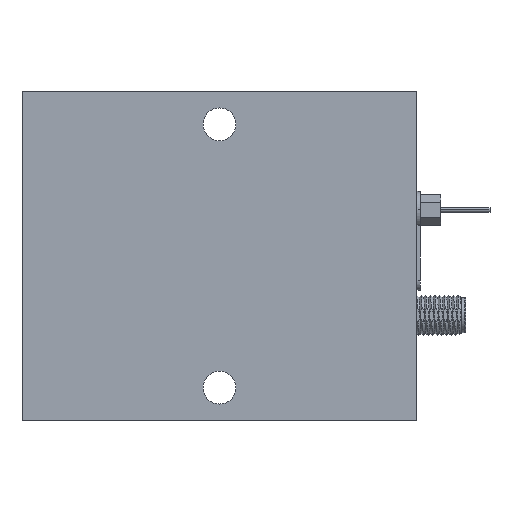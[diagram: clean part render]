
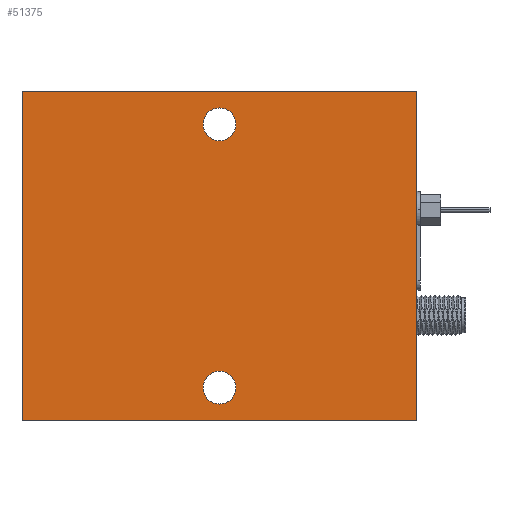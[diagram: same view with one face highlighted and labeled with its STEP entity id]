
A CAD part, front view. The second image highlights one B-rep face of the part: STEP entity #51375.
In plain terms, the highlighted planar face has unit normal (0, -1, 0).
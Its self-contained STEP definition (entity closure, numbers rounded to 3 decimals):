
#20576 = CARTESIAN_POINT ( 'NONE',  ( 0., 0., -17.5 ) ) ;
#20577 = CARTESIAN_POINT ( 'NONE',  ( 0., 0., -22.5 ) ) ;
#20578 = DIRECTION ( 'NONE',  ( 0., 0., 1. ) ) ;
#20579 = DIRECTION ( 'NONE',  ( 0., 1., 0. ) ) ;
#20580 = CARTESIAN_POINT ( 'NONE',  ( 0., 0., -20. ) ) ;
#20581 = AXIS2_PLACEMENT_3D ( 'NONE', #20580, #20579, #20578 ) ;
#20582 = CIRCLE ( 'NONE', #20581, 2.5 ) ;
#20606 = DIRECTION ( 'NONE',  ( 0., 0., 1. ) ) ;
#20607 = DIRECTION ( 'NONE',  ( 0., 1., 0. ) ) ;
#20608 = AXIS2_PLACEMENT_3D ( 'NONE', #20615, #20607, #20606 ) ;
#20609 = CIRCLE ( 'NONE', #20608, 2.5 ) ;
#20615 = CARTESIAN_POINT ( 'NONE',  ( 0., 0., 20. ) ) ;
#46005 = EDGE_CURVE ( 'NONE', #46006, #46007, #20582, .T. ) ;
#46006 = VERTEX_POINT ( 'NONE', #20577 ) ;
#46007 = VERTEX_POINT ( 'NONE', #20576 ) ;
#46026 = EDGE_CURVE ( 'NONE', #60118, #60116, #20609, .T. ) ;
#50334 = EDGE_CURVE ( 'NONE', #50335, #50337, #93695, .T. ) ;
#50335 = VERTEX_POINT ( 'NONE', #93690 ) ;
#50337 = VERTEX_POINT ( 'NONE', #93768 ) ;
#51100 = VERTEX_POINT ( 'NONE', #101929 ) ;
#51189 = EDGE_CURVE ( 'NONE', #50337, #51100, #102835, .T. ) ;
#51346 = EDGE_LOOP ( 'NONE', ( #51377, #51380 ) ) ;
#51375 = ADVANCED_FACE ( 'NONE', ( #105083, #105258, #105257 ), #105256, .T. ) ;
#51377 = ORIENTED_EDGE ( 'NONE', *, *, #51378, .T. ) ;
#51378 = EDGE_CURVE ( 'NONE', #46007, #46006, #105228, .T. ) ;
#51380 = ORIENTED_EDGE ( 'NONE', *, *, #46005, .T. ) ;
#51381 = EDGE_LOOP ( 'NONE', ( #51384, #51386, #51388, #51393 ) ) ;
#51384 = ORIENTED_EDGE ( 'NONE', *, *, #51189, .F. ) ;
#51386 = ORIENTED_EDGE ( 'NONE', *, *, #50334, .F. ) ;
#51388 = ORIENTED_EDGE ( 'NONE', *, *, #51390, .F. ) ;
#51390 = EDGE_CURVE ( 'NONE', #51391, #50335, #105316, .T. ) ;
#51391 = VERTEX_POINT ( 'NONE', #105311 ) ;
#51393 = ORIENTED_EDGE ( 'NONE', *, *, #51395, .F. ) ;
#51395 = EDGE_CURVE ( 'NONE', #51100, #51391, #105308, .T. ) ;
#51397 = EDGE_LOOP ( 'NONE', ( #51432, #51434 ) ) ;
#51432 = ORIENTED_EDGE ( 'NONE', *, *, #51433, .T. ) ;
#51433 = EDGE_CURVE ( 'NONE', #60116, #60118, #105465, .T. ) ;
#51434 = ORIENTED_EDGE ( 'NONE', *, *, #46026, .T. ) ;
#60116 = VERTEX_POINT ( 'NONE', #120158 ) ;
#60118 = VERTEX_POINT ( 'NONE', #120157 ) ;
#93690 = CARTESIAN_POINT ( 'NONE',  ( 30., 0., -25. ) ) ;
#93691 = DIRECTION ( 'NONE',  ( -1., 0., 0. ) ) ;
#93692 = VECTOR ( 'NONE', #93691, 1000. ) ;
#93694 = CARTESIAN_POINT ( 'NONE',  ( -30., 0., -25. ) ) ;
#93695 = LINE ( 'NONE', #93694, #93692 ) ;
#93768 = CARTESIAN_POINT ( 'NONE',  ( -30., 0., -25. ) ) ;
#101929 = CARTESIAN_POINT ( 'NONE',  ( -30., 0., 25. ) ) ;
#102830 = DIRECTION ( 'NONE',  ( 0., 0., 1. ) ) ;
#102832 = VECTOR ( 'NONE', #102830, 1000. ) ;
#102833 = CARTESIAN_POINT ( 'NONE',  ( -30., 0., 25. ) ) ;
#102835 = LINE ( 'NONE', #102833, #102832 ) ;
#105083 = FACE_BOUND ( 'NONE', #51346, .T. ) ;
#105219 = DIRECTION ( 'NONE',  ( 0., 0., 1. ) ) ;
#105221 = DIRECTION ( 'NONE',  ( 0., 1., 0. ) ) ;
#105223 = CARTESIAN_POINT ( 'NONE',  ( 0., 0., -20. ) ) ;
#105224 = AXIS2_PLACEMENT_3D ( 'NONE', #105223, #105221, #105219 ) ;
#105228 = CIRCLE ( 'NONE', #105224, 2.5 ) ;
#105240 = DIRECTION ( 'NONE',  ( 0., 0., -1. ) ) ;
#105242 = DIRECTION ( 'NONE',  ( 0., -1., 0. ) ) ;
#105244 = CARTESIAN_POINT ( 'NONE',  ( -30., 0., -25. ) ) ;
#105247 = AXIS2_PLACEMENT_3D ( 'NONE', #105244, #105242, #105240 ) ;
#105256 = PLANE ( 'NONE',  #105247 ) ;
#105257 = FACE_BOUND ( 'NONE', #51397, .T. ) ;
#105258 = FACE_OUTER_BOUND ( 'NONE', #51381, .T. ) ;
#105300 = DIRECTION ( 'NONE',  ( 1., 0., 0. ) ) ;
#105303 = VECTOR ( 'NONE', #105300, 1000. ) ;
#105306 = CARTESIAN_POINT ( 'NONE',  ( -30., 0., 25. ) ) ;
#105308 = LINE ( 'NONE', #105306, #105303 ) ;
#105311 = CARTESIAN_POINT ( 'NONE',  ( 30., 0., 25. ) ) ;
#105313 = DIRECTION ( 'NONE',  ( 0., 0., -1. ) ) ;
#105314 = VECTOR ( 'NONE', #105313, 1000. ) ;
#105315 = CARTESIAN_POINT ( 'NONE',  ( 30., 0., 25. ) ) ;
#105316 = LINE ( 'NONE', #105315, #105314 ) ;
#105460 = DIRECTION ( 'NONE',  ( 0., 0., 1. ) ) ;
#105461 = DIRECTION ( 'NONE',  ( 0., 1., 0. ) ) ;
#105462 = CARTESIAN_POINT ( 'NONE',  ( 0., 0., 20. ) ) ;
#105463 = AXIS2_PLACEMENT_3D ( 'NONE', #105462, #105461, #105460 ) ;
#105465 = CIRCLE ( 'NONE', #105463, 2.5 ) ;
#120157 = CARTESIAN_POINT ( 'NONE',  ( 0., 0., 17.5 ) ) ;
#120158 = CARTESIAN_POINT ( 'NONE',  ( 0., 0., 22.5 ) ) ;
